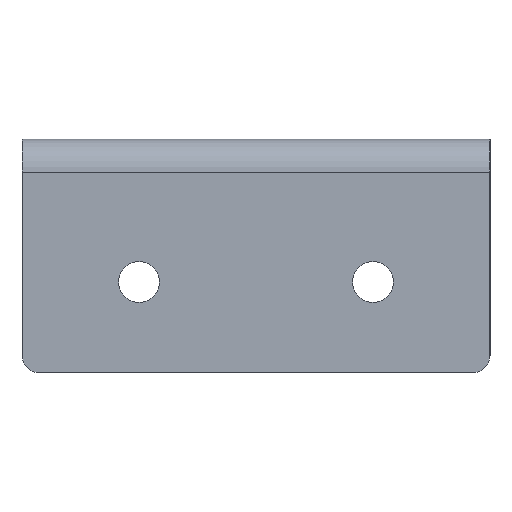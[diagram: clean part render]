
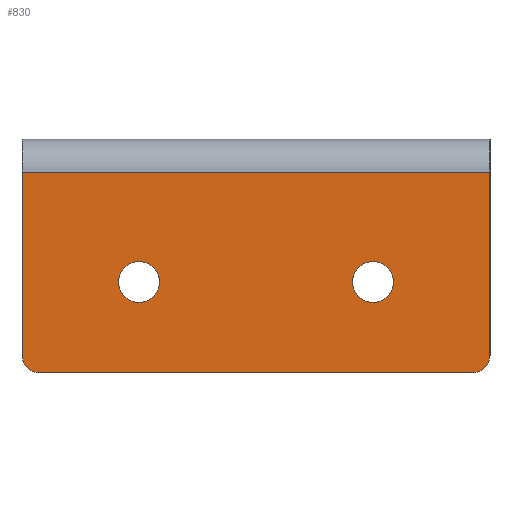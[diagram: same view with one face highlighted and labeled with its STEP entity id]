
A CAD part, left-side view. The second image highlights one B-rep face of the part: STEP entity #830.
In plain terms, the highlighted planar face has unit normal (-1, 0, 0).
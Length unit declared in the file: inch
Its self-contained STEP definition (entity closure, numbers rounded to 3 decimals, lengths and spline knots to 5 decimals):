
#37 = VERTEX_POINT ( 'NONE', #881 ) ;
#45 = ORIENTED_EDGE ( 'NONE', *, *, #894, .T. ) ;
#55 = ORIENTED_EDGE ( 'NONE', *, *, #136, .T. ) ;
#69 = CARTESIAN_POINT ( 'NONE',  ( -6.25, 1.24496, 0.93941 ) ) ;
#77 = EDGE_CURVE ( 'NONE', #1137, #552, #293, .T. ) ;
#101 = CARTESIAN_POINT ( 'NONE',  ( -6.25, -1.00504, 0.5775 ) ) ;
#111 = DIRECTION ( 'NONE',  ( 0., 0., -1. ) ) ;
#124 = ORIENTED_EDGE ( 'NONE', *, *, #77, .T. ) ;
#136 = EDGE_CURVE ( 'NONE', #622, #341, #337, .T. ) ;
#153 = VERTEX_POINT ( 'NONE', #593 ) ;
#188 = CARTESIAN_POINT ( 'NONE',  ( -6.25, 1.24496, 0.5775 ) ) ;
#190 = LINE ( 'NONE', #69, #692 ) ;
#251 = AXIS2_PLACEMENT_3D ( 'NONE', #617, #1189, #111 ) ;
#259 = ORIENTED_EDGE ( 'NONE', *, *, #642, .T. ) ;
#286 = ORIENTED_EDGE ( 'NONE', *, *, #603, .T. ) ;
#293 = CIRCLE ( 'NONE', #859, 0.098 ) ;
#296 = VECTOR ( 'NONE', #399, 39.37008 ) ;
#299 = AXIS2_PLACEMENT_3D ( 'NONE', #476, #1063, #372 ) ;
#301 = DIRECTION ( 'NONE',  ( 0., 0., -1. ) ) ;
#320 = AXIS2_PLACEMENT_3D ( 'NONE', #1049, #1271, #369 ) ;
#337 = CIRCLE ( 'NONE', #1298, 0.08406 ) ;
#341 = VERTEX_POINT ( 'NONE', #730 ) ;
#357 = AXIS2_PLACEMENT_3D ( 'NONE', #1308, #1124, #601 ) ;
#369 = DIRECTION ( 'NONE',  ( 0., 0., -1. ) ) ;
#372 = DIRECTION ( 'NONE',  ( 0., 0., 1. ) ) ;
#396 = CARTESIAN_POINT ( 'NONE',  ( -6.25, -1.00504, -0.3875 ) ) ;
#399 = DIRECTION ( 'NONE',  ( 0., 1., 0. ) ) ;
#402 = DIRECTION ( 'NONE',  ( 0., 0., 1. ) ) ;
#470 = EDGE_CURVE ( 'NONE', #552, #1137, #628, .T. ) ;
#472 = DIRECTION ( 'NONE',  ( 0., 0., 1. ) ) ;
#476 = CARTESIAN_POINT ( 'NONE',  ( -6.25, 0.11996, 0.18548 ) ) ;
#478 = DIRECTION ( 'NONE',  ( 0., -1., 0. ) ) ;
#486 = CARTESIAN_POINT ( 'NONE',  ( -6.25, 0.68246, -0.048 ) ) ;
#487 = DIRECTION ( 'NONE',  ( 0., 0., -1. ) ) ;
#497 = CARTESIAN_POINT ( 'NONE',  ( -6.25, -0.44254, 0.05 ) ) ;
#534 = ORIENTED_EDGE ( 'NONE', *, *, #1036, .T. ) ;
#552 = VERTEX_POINT ( 'NONE', #889 ) ;
#555 = VERTEX_POINT ( 'NONE', #101 ) ;
#559 = VERTEX_POINT ( 'NONE', #697 ) ;
#593 = CARTESIAN_POINT ( 'NONE',  ( -6.25, 0.68246, 0.148 ) ) ;
#594 = DIRECTION ( 'NONE',  ( 1., 0., 0. ) ) ;
#601 = DIRECTION ( 'NONE',  ( 0., 0., 1. ) ) ;
#603 = EDGE_CURVE ( 'NONE', #1158, #622, #190, .T. ) ;
#617 = CARTESIAN_POINT ( 'NONE',  ( -6.25, 0.68246, 0.05 ) ) ;
#622 = VERTEX_POINT ( 'NONE', #1303 ) ;
#628 = CIRCLE ( 'NONE', #320, 0.098 ) ;
#642 = EDGE_CURVE ( 'NONE', #555, #1158, #1105, .T. ) ;
#692 = VECTOR ( 'NONE', #487, 39.37008 ) ;
#694 = DIRECTION ( 'NONE',  ( -1., 0., 0. ) ) ;
#697 = CARTESIAN_POINT ( 'NONE',  ( -6.25, -1.00504, -0.30344 ) ) ;
#708 = EDGE_LOOP ( 'NONE', ( #534, #851 ) ) ;
#730 = CARTESIAN_POINT ( 'NONE',  ( -6.25, 1.1609, -0.3875 ) ) ;
#795 = LINE ( 'NONE', #396, #879 ) ;
#798 = CIRCLE ( 'NONE', #251, 0.098 ) ;
#810 = CARTESIAN_POINT ( 'NONE',  ( -6.25, 0.68246, 0.05 ) ) ;
#830 = ADVANCED_FACE ( 'NONE', ( #1087, #1081, #1162 ), #973, .T. ) ;
#851 = ORIENTED_EDGE ( 'NONE', *, *, #1019, .T. ) ;
#859 = AXIS2_PLACEMENT_3D ( 'NONE', #497, #1194, #301 ) ;
#879 = VECTOR ( 'NONE', #478, 39.37008 ) ;
#881 = CARTESIAN_POINT ( 'NONE',  ( -6.25, -0.92098, -0.3875 ) ) ;
#889 = CARTESIAN_POINT ( 'NONE',  ( -6.25, -0.44254, -0.048 ) ) ;
#894 = EDGE_CURVE ( 'NONE', #559, #555, #1260, .T. ) ;
#910 = DIRECTION ( 'NONE',  ( 0., 0., -1. ) ) ;
#924 = CIRCLE ( 'NONE', #357, 0.08406 ) ;
#966 = CARTESIAN_POINT ( 'NONE',  ( -6.25, -1.00504, 0.5775 ) ) ;
#968 = VECTOR ( 'NONE', #472, 39.37008 ) ;
#973 = PLANE ( 'NONE',  #299 ) ;
#1008 = ORIENTED_EDGE ( 'NONE', *, *, #1179, .T. ) ;
#1019 = EDGE_CURVE ( 'NONE', #153, #1261, #798, .T. ) ;
#1036 = EDGE_CURVE ( 'NONE', #1261, #153, #1296, .T. ) ;
#1049 = CARTESIAN_POINT ( 'NONE',  ( -6.25, -0.44254, 0.05 ) ) ;
#1050 = AXIS2_PLACEMENT_3D ( 'NONE', #810, #594, #910 ) ;
#1063 = DIRECTION ( 'NONE',  ( -1., 0., 0. ) ) ;
#1065 = ORIENTED_EDGE ( 'NONE', *, *, #470, .T. ) ;
#1078 = CARTESIAN_POINT ( 'NONE',  ( -6.25, -0.44254, 0.148 ) ) ;
#1081 = FACE_BOUND ( 'NONE', #1121, .T. ) ;
#1085 = CARTESIAN_POINT ( 'NONE',  ( -6.25, 1.1609, -0.30344 ) ) ;
#1087 = FACE_BOUND ( 'NONE', #708, .T. ) ;
#1105 = LINE ( 'NONE', #1294, #296 ) ;
#1121 = EDGE_LOOP ( 'NONE', ( #1065, #124 ) ) ;
#1124 = DIRECTION ( 'NONE',  ( -1., 0., 0. ) ) ;
#1125 = ORIENTED_EDGE ( 'NONE', *, *, #1280, .T. ) ;
#1137 = VERTEX_POINT ( 'NONE', #1078 ) ;
#1158 = VERTEX_POINT ( 'NONE', #188 ) ;
#1162 = FACE_OUTER_BOUND ( 'NONE', #1228, .T. ) ;
#1179 = EDGE_CURVE ( 'NONE', #341, #37, #795, .T. ) ;
#1189 = DIRECTION ( 'NONE',  ( 1., 0., 0. ) ) ;
#1194 = DIRECTION ( 'NONE',  ( 1., 0., 0. ) ) ;
#1228 = EDGE_LOOP ( 'NONE', ( #286, #55, #1008, #1125, #45, #259 ) ) ;
#1260 = LINE ( 'NONE', #966, #968 ) ;
#1261 = VERTEX_POINT ( 'NONE', #486 ) ;
#1271 = DIRECTION ( 'NONE',  ( 1., 0., 0. ) ) ;
#1280 = EDGE_CURVE ( 'NONE', #37, #559, #924, .T. ) ;
#1294 = CARTESIAN_POINT ( 'NONE',  ( -6.25, 0.11996, 0.5775 ) ) ;
#1296 = CIRCLE ( 'NONE', #1050, 0.098 ) ;
#1298 = AXIS2_PLACEMENT_3D ( 'NONE', #1085, #694, #402 ) ;
#1303 = CARTESIAN_POINT ( 'NONE',  ( -6.25, 1.24496, -0.30344 ) ) ;
#1308 = CARTESIAN_POINT ( 'NONE',  ( -6.25, -0.92098, -0.30344 ) ) ;
